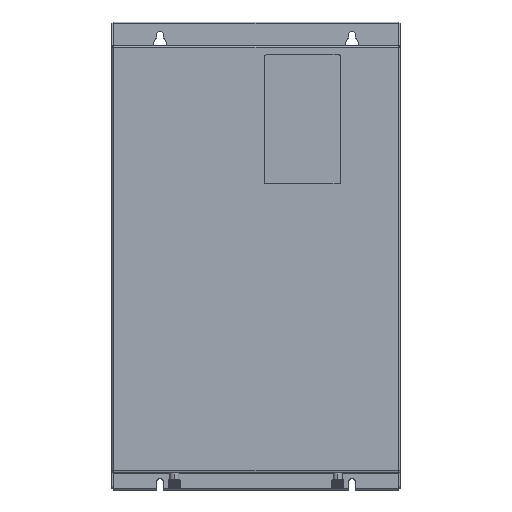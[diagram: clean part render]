
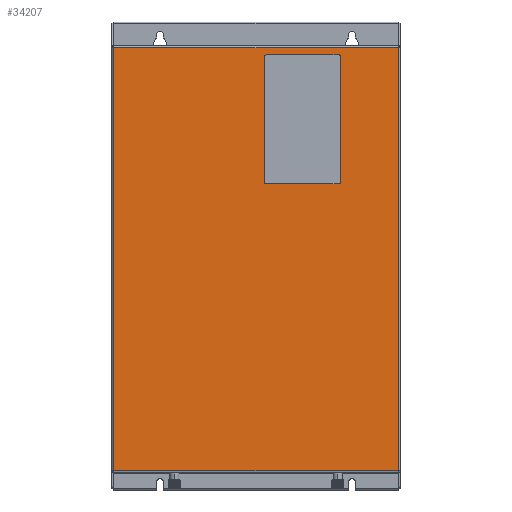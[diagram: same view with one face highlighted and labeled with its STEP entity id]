
A CAD part, top view. The second image highlights one B-rep face of the part: STEP entity #34207.
In plain terms, the highlighted planar face has unit normal (0, 0, 1).
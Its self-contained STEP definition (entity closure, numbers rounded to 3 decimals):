
#279 = EDGE_LOOP ( 'NONE', ( #12460, #39686, #2640, #1917, #53230, #53343, #26496, #30128 ) ) ;
#411 = VECTOR ( 'NONE', #29379, 1000. ) ;
#1351 = FACE_BOUND ( 'NONE', #279, .T. ) ;
#1917 = ORIENTED_EDGE ( 'NONE', *, *, #6262, .F. ) ;
#2164 = LINE ( 'NONE', #20190, #411 ) ;
#2205 = ORIENTED_EDGE ( 'NONE', *, *, #15987, .T. ) ;
#2640 = ORIENTED_EDGE ( 'NONE', *, *, #26523, .F. ) ;
#3340 = VECTOR ( 'NONE', #55746, 1000. ) ;
#3440 = CARTESIAN_POINT ( 'NONE',  ( 298., 459.2, 15. ) ) ;
#3976 = DIRECTION ( 'NONE',  ( 0., 0., 1. ) ) ;
#4943 = CARTESIAN_POINT ( 'NONE',  ( 160.8, 319.1, 15. ) ) ;
#4956 = DIRECTION ( 'NONE',  ( 0., -1., 0. ) ) ;
#5061 = CARTESIAN_POINT ( 'NONE',  ( 160.8, 317.1, 15. ) ) ;
#6262 = EDGE_CURVE ( 'NONE', #46456, #15336, #41393, .T. ) ;
#8398 = ORIENTED_EDGE ( 'NONE', *, *, #56028, .T. ) ;
#8861 = EDGE_CURVE ( 'NONE', #52407, #54402, #2164, .T. ) ;
#9681 = VERTEX_POINT ( 'NONE', #29455 ) ;
#10015 = VECTOR ( 'NONE', #20311, 1000. ) ;
#10278 = ORIENTED_EDGE ( 'NONE', *, *, #32631, .T. ) ;
#10801 = CARTESIAN_POINT ( 'NONE',  ( 150., 261.2, 15. ) ) ;
#11568 = DIRECTION ( 'NONE',  ( -1., 0., 0. ) ) ;
#12460 = ORIENTED_EDGE ( 'NONE', *, *, #8861, .F. ) ;
#12558 = DIRECTION ( 'NONE',  ( 0., -1., 0. ) ) ;
#12786 = AXIS2_PLACEMENT_3D ( 'NONE', #48454, #21626, #29920 ) ;
#13084 = CARTESIAN_POINT ( 'NONE',  ( 238.5, 449.5, 15. ) ) ;
#13148 = VECTOR ( 'NONE', #11568, 1000. ) ;
#13751 = CARTESIAN_POINT ( 'NONE',  ( 236.5, 451.5, 15. ) ) ;
#14424 = VERTEX_POINT ( 'NONE', #44000 ) ;
#15336 = VERTEX_POINT ( 'NONE', #5061 ) ;
#15987 = EDGE_CURVE ( 'NONE', #19266, #9681, #47797, .T. ) ;
#16067 = DIRECTION ( 'NONE',  ( 0., -1., 0. ) ) ;
#17915 = VERTEX_POINT ( 'NONE', #47102 ) ;
#19266 = VERTEX_POINT ( 'NONE', #53028 ) ;
#19392 = FACE_OUTER_BOUND ( 'NONE', #21958, .T. ) ;
#20190 = CARTESIAN_POINT ( 'NONE',  ( 238.5, 319.1, 15. ) ) ;
#20311 = DIRECTION ( 'NONE',  ( 1., 0., 0. ) ) ;
#21626 = DIRECTION ( 'NONE',  ( 0., 0., 1. ) ) ;
#21958 = EDGE_LOOP ( 'NONE', ( #10278, #57940, #2205, #8398 ) ) ;
#21992 = DIRECTION ( 'NONE',  ( 0., 1., 0. ) ) ;
#22190 = CIRCLE ( 'NONE', #26934, 2. ) ;
#22967 = DIRECTION ( 'NONE',  ( -1., 0., 0. ) ) ;
#22983 = LINE ( 'NONE', #36883, #41263 ) ;
#23245 = DIRECTION ( 'NONE',  ( 1., 0., 0. ) ) ;
#23816 = CARTESIAN_POINT ( 'NONE',  ( 160.8, 317.1, 15. ) ) ;
#25365 = EDGE_CURVE ( 'NONE', #27930, #14424, #47719, .T. ) ;
#26221 = LINE ( 'NONE', #3440, #42186 ) ;
#26496 = ORIENTED_EDGE ( 'NONE', *, *, #53073, .F. ) ;
#26523 = EDGE_CURVE ( 'NONE', #15336, #17915, #28287, .T. ) ;
#26934 = AXIS2_PLACEMENT_3D ( 'NONE', #57427, #52997, #12558 ) ;
#27930 = VERTEX_POINT ( 'NONE', #28229 ) ;
#28229 = CARTESIAN_POINT ( 'NONE',  ( 160.8, 451.5, 15. ) ) ;
#28287 = LINE ( 'NONE', #23816, #36534 ) ;
#28714 = VERTEX_POINT ( 'NONE', #44013 ) ;
#29379 = DIRECTION ( 'NONE',  ( 0., 1., 0. ) ) ;
#29455 = CARTESIAN_POINT ( 'NONE',  ( 298., 459.2, 15. ) ) ;
#29920 = DIRECTION ( 'NONE',  ( 1., 0., 0. ) ) ;
#30128 = ORIENTED_EDGE ( 'NONE', *, *, #49239, .F. ) ;
#30595 = VERTEX_POINT ( 'NONE', #13751 ) ;
#32395 = DIRECTION ( 'NONE',  ( 1., 0., 0. ) ) ;
#32622 = CIRCLE ( 'NONE', #12786, 2. ) ;
#32631 = EDGE_CURVE ( 'NONE', #28714, #57918, #22983, .T. ) ;
#32667 = CARTESIAN_POINT ( 'NONE',  ( 238.5, 319.1, 15. ) ) ;
#34207 = ADVANCED_FACE ( 'NONE', ( #1351, #19392 ), #55678, .T. ) ;
#34748 = AXIS2_PLACEMENT_3D ( 'NONE', #4943, #46030, #22967 ) ;
#36445 = AXIS2_PLACEMENT_3D ( 'NONE', #48288, #3976, #21992 ) ;
#36534 = VECTOR ( 'NONE', #23245, 1000. ) ;
#36883 = CARTESIAN_POINT ( 'NONE',  ( 2., 459.2, 15. ) ) ;
#37065 = EDGE_CURVE ( 'NONE', #14424, #46456, #57033, .T. ) ;
#38041 = LINE ( 'NONE', #56011, #10015 ) ;
#38277 = DIRECTION ( 'NONE',  ( 0., 0., 1. ) ) ;
#38992 = CARTESIAN_POINT ( 'NONE',  ( 158.8, 319.1, 15. ) ) ;
#39686 = ORIENTED_EDGE ( 'NONE', *, *, #47416, .F. ) ;
#41263 = VECTOR ( 'NONE', #4956, 1000. ) ;
#41393 = CIRCLE ( 'NONE', #34748, 2. ) ;
#42186 = VECTOR ( 'NONE', #53325, 1000. ) ;
#42889 = LINE ( 'NONE', #51452, #13148 ) ;
#43929 = CARTESIAN_POINT ( 'NONE',  ( 2., 18.2, 15. ) ) ;
#44000 = CARTESIAN_POINT ( 'NONE',  ( 158.8, 449.5, 15. ) ) ;
#44013 = CARTESIAN_POINT ( 'NONE',  ( 2., 459.2, 15. ) ) ;
#44712 = EDGE_CURVE ( 'NONE', #57918, #19266, #38041, .T. ) ;
#45798 = VECTOR ( 'NONE', #16067, 1000. ) ;
#46030 = DIRECTION ( 'NONE',  ( 0., 0., 1. ) ) ;
#46456 = VERTEX_POINT ( 'NONE', #38992 ) ;
#46892 = AXIS2_PLACEMENT_3D ( 'NONE', #10801, #38277, #32395 ) ;
#47102 = CARTESIAN_POINT ( 'NONE',  ( 236.5, 317.1, 15. ) ) ;
#47217 = CARTESIAN_POINT ( 'NONE',  ( 298., 233.1, 15. ) ) ;
#47340 = CARTESIAN_POINT ( 'NONE',  ( 158.8, 449.5, 15. ) ) ;
#47416 = EDGE_CURVE ( 'NONE', #17915, #52407, #22190, .T. ) ;
#47719 = CIRCLE ( 'NONE', #36445, 2. ) ;
#47797 = LINE ( 'NONE', #47217, #3340 ) ;
#48288 = CARTESIAN_POINT ( 'NONE',  ( 160.8, 449.5, 15. ) ) ;
#48454 = CARTESIAN_POINT ( 'NONE',  ( 236.5, 449.5, 15. ) ) ;
#49239 = EDGE_CURVE ( 'NONE', #54402, #30595, #32622, .T. ) ;
#51452 = CARTESIAN_POINT ( 'NONE',  ( 236.5, 451.5, 15. ) ) ;
#52407 = VERTEX_POINT ( 'NONE', #32667 ) ;
#52997 = DIRECTION ( 'NONE',  ( 0., 0., 1. ) ) ;
#53028 = CARTESIAN_POINT ( 'NONE',  ( 298., 18.2, 15. ) ) ;
#53073 = EDGE_CURVE ( 'NONE', #30595, #27930, #42889, .T. ) ;
#53230 = ORIENTED_EDGE ( 'NONE', *, *, #37065, .F. ) ;
#53325 = DIRECTION ( 'NONE',  ( -1., 0., 0. ) ) ;
#53343 = ORIENTED_EDGE ( 'NONE', *, *, #25365, .F. ) ;
#54402 = VERTEX_POINT ( 'NONE', #13084 ) ;
#55678 = PLANE ( 'NONE',  #46892 ) ;
#55746 = DIRECTION ( 'NONE',  ( 0., 1., 0. ) ) ;
#56011 = CARTESIAN_POINT ( 'NONE',  ( 2., 18.2, 15. ) ) ;
#56028 = EDGE_CURVE ( 'NONE', #9681, #28714, #26221, .T. ) ;
#57033 = LINE ( 'NONE', #47340, #45798 ) ;
#57427 = CARTESIAN_POINT ( 'NONE',  ( 236.5, 319.1, 15. ) ) ;
#57918 = VERTEX_POINT ( 'NONE', #43929 ) ;
#57940 = ORIENTED_EDGE ( 'NONE', *, *, #44712, .T. ) ;
